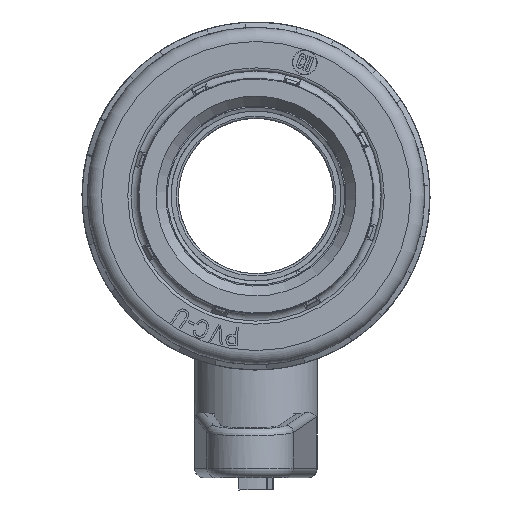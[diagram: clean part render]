
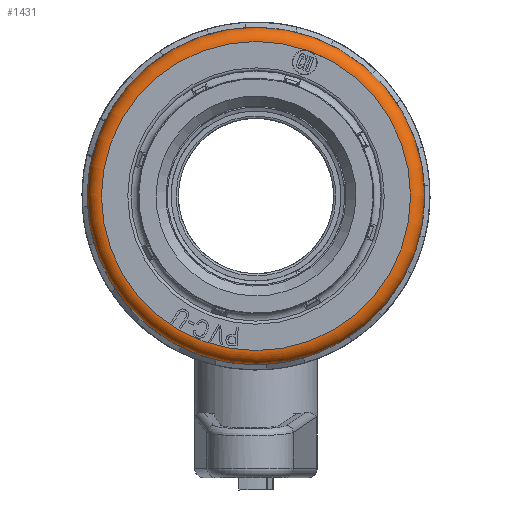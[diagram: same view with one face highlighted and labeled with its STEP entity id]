
A CAD part, left-side view. The second image highlights one B-rep face of the part: STEP entity #1431.
In plain terms, the highlighted toroidal (fillet/blend) face has major radius 49.75 mm and minor radius 4.5 mm.
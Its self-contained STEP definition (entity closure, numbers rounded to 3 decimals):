
#1431 = ADVANCED_FACE( '', ( #3383, #3384 ), #3385, .T. );
#3383 = FACE_OUTER_BOUND( '', #14110, .T. );
#3384 = FACE_OUTER_BOUND( '', #14111, .T. );
#3385 = TOROIDAL_SURFACE( '', #14112, 49.75, 4.5 );
#14110 = EDGE_LOOP( '', ( #33444 ) );
#14111 = EDGE_LOOP( '', ( #33445 ) );
#14112 = AXIS2_PLACEMENT_3D( '', #33446, #33447, #33448 );
#33444 = ORIENTED_EDGE( '', *, *, #39074, .F. );
#33445 = ORIENTED_EDGE( '', *, *, #38378, .T. );
#33446 = CARTESIAN_POINT( '', ( 0., 0., 4.5 ) );
#33447 = DIRECTION( '', ( 0., 0., -1. ) );
#33448 = DIRECTION( '', ( -1., 0., 0. ) );
#38378 = EDGE_CURVE( '', #41310, #41310, #41311, .T. );
#39074 = EDGE_CURVE( '', #42503, #42503, #42504, .T. );
#41310 = VERTEX_POINT( '', #45872 );
#41311 = CIRCLE( '', #45873, 54.25 );
#42503 = VERTEX_POINT( '', #49885 );
#42504 = CIRCLE( '', #49886, 49.75 );
#45872 = CARTESIAN_POINT( '', ( -54.25, 0., 4.5 ) );
#45873 = AXIS2_PLACEMENT_3D( '', #70385, #70386, #70387 );
#49885 = CARTESIAN_POINT( '', ( 0., -49.75, 0. ) );
#49886 = AXIS2_PLACEMENT_3D( '', #71132, #71133, #71134 );
#70385 = CARTESIAN_POINT( '', ( 0., 0., 4.5 ) );
#70386 = DIRECTION( '', ( 0., 0., -1. ) );
#70387 = DIRECTION( '', ( -1., 0., 0. ) );
#71132 = CARTESIAN_POINT( '', ( 0., 0., 0. ) );
#71133 = DIRECTION( '', ( 0., 0., -1. ) );
#71134 = DIRECTION( '', ( -1., 0., 0. ) );
